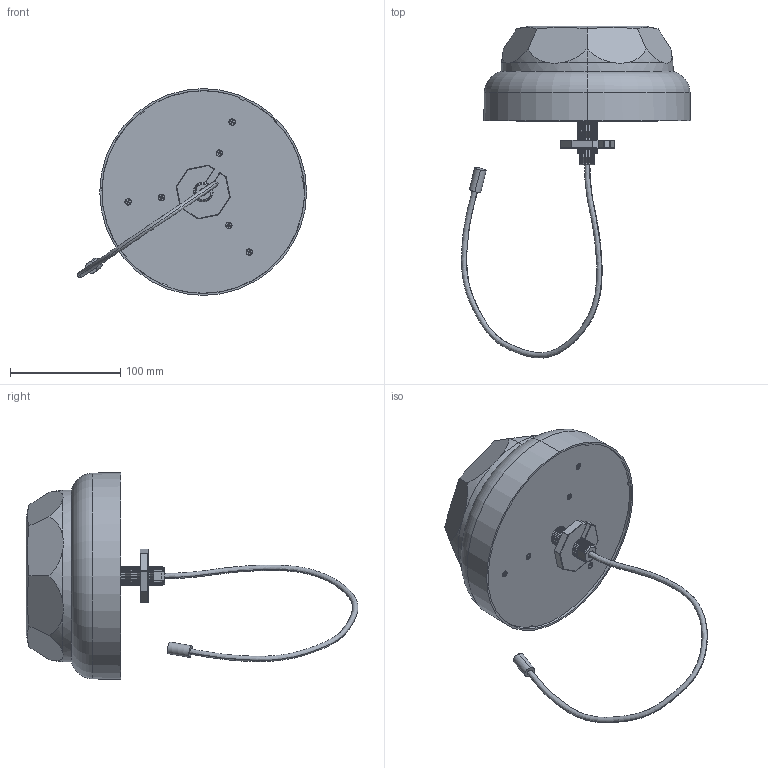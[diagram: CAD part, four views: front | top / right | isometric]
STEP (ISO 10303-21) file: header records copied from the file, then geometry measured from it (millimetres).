
FILE_DESCRIPTION (( 'STEP AP214' ), '1' );
FILE_NAME ('HG72704CU.STEP', '2014-05-08T18:28:21', ( 'L-Com' ), ( 'L-Com Global Connectivity' ), 'SwSTEP 2.0', 'SolidWorks 2014', '' );
FILE_SCHEMA (( 'AUTOMOTIVE_DESIGN' ));
Length unit declared in the file: inch
Products named in the file (5): CONNECTOR REP_Small; 195_12inch cable_WT; HG72704CU_PlasticNut; HG72704CU_Antenna; HG72704CU
Assembly tree (4 placements, depth 2):
  HG72704CU
    HG72704CU_Antenna
    HG72704CU_PlasticNut
    195_12inch cable_WT
    CONNECTOR REP_Small
Bounding box: 207.6 x 300.62 x 187.32 mm (x, y, z)
Volume: 176360.6 mm3; surface area: 196286.6 mm2
Topology: 5 solids, 6 shells, 659 faces, 1674 edges, 1012 vertices
Faces by surface type: cone 304, plane 244, cylinder 60, torus 31, sphere 14, bspline 6
Entity records: 26925 total; most frequent: CARTESIAN_POINT 5442, ORIENTED_EDGE 3328, DIRECTION 3300, EDGE_CURVE 1664, AXIS2_PLACEMENT_3D 1248, VERTEX_POINT 1012, LINE 804, VECTOR 804
